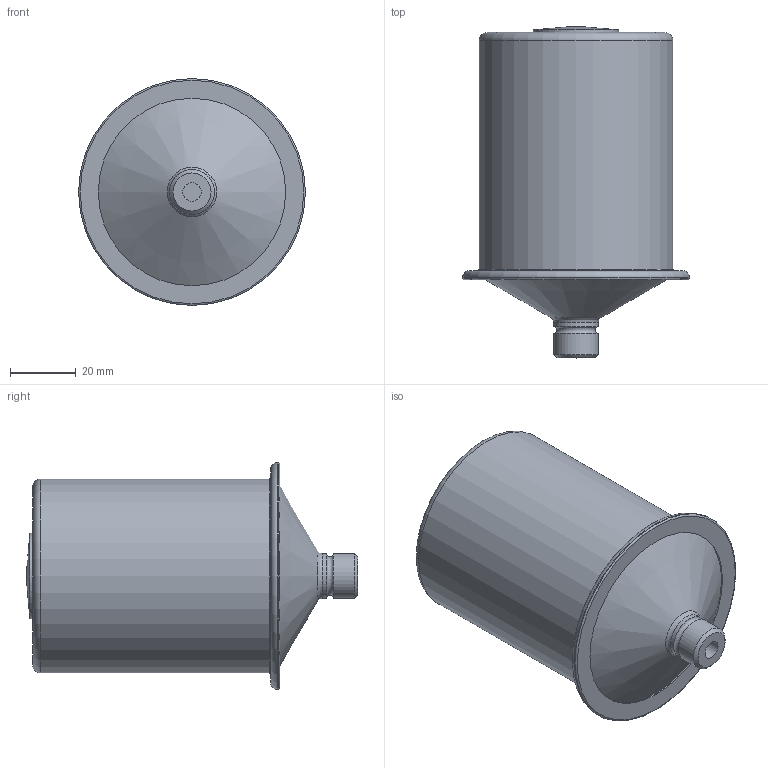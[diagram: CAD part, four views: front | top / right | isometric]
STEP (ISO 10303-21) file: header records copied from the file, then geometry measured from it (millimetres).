
FILE_DESCRIPTION((''),'2;1');
FILE_NAME('perma_CLASSIC.stp','2005-11-22T12:43:53',('ScheitB'),(''),'Autodesk Inventor 10','Autodesk Inventor 10','');
FILE_SCHEMA(('AUTOMOTIVE_DESIGN { 1 0 10303 214 1 1 1 1 }'));
Length unit declared in the file: millimetre
Products named in the file (3): CLASSIC_3d; classic_3d; Aktivierungsschraube_ohne_3d
Assembly tree (2 placements, depth 2):
  CLASSIC_3d
    classic_3d
    Aktivierungsschraube_ohne_3d
Bounding box: 69 x 100.97 x 69 mm (x, y, z)
Volume: 222699 mm3; surface area: 25709.6 mm2
Topology: 2 solids, 2 shells, 51 faces, 94 edges, 58 vertices
Faces by surface type: plane 19, cylinder 15, bspline 10, torus 4, cone 3
Full cylindrical faces by diameter (mm): 13.6 x2, 14.5 x1, 16 x1, 20 x1, 22 x1, 24 x1, 26 x1, 57 x1, 59 x1, 69 x1
Entity records: 1298 total; most frequent: CARTESIAN_POINT 340, DIRECTION 204, ORIENTED_EDGE 128, AXIS2_PLACEMENT_3D 94, EDGE_LOOP 86, EDGE_CURVE 64, VERTEX_POINT 52, FACE_OUTER_BOUND 51
